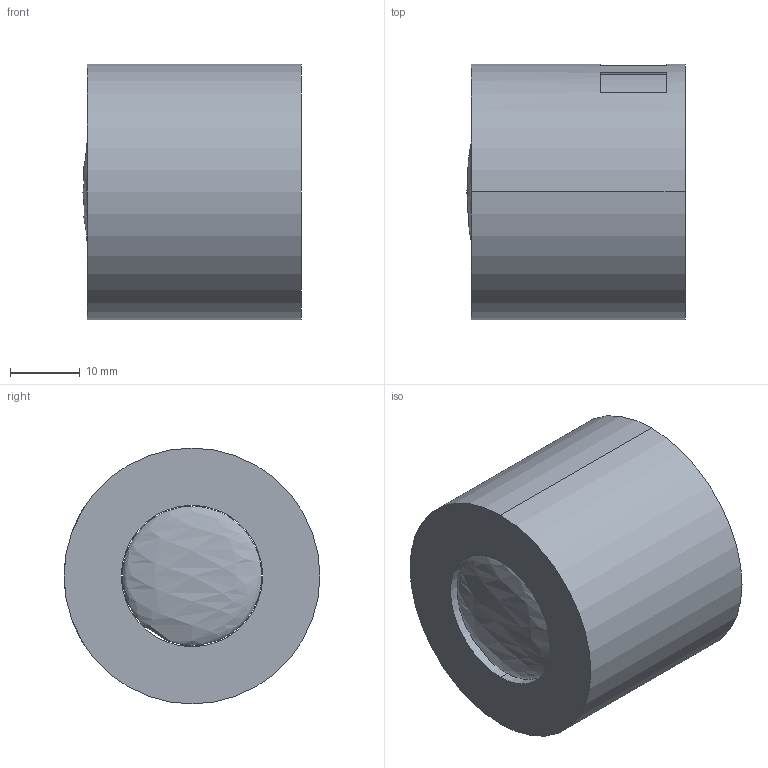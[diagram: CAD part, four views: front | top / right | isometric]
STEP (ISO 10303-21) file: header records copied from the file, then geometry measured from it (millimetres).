
FILE_DESCRIPTION(('FreeCAD Model'),'2;1');
FILE_NAME('Open CASCADE Shape Model','2023-11-17T11:33:57',('Author'),( ''),'Open CASCADE STEP processor 7.6','FreeCAD','Unknown');
FILE_SCHEMA(('AUTOMOTIVE_DESIGN { 1 0 10303 214 1 1 1 1 }'));
Length unit declared in the file: millimetre
Products named in the file (4): Unnamed; intensifier_tube; Ellipsoid001; Ellipsoid002
Assembly tree (3 placements, depth 2):
  Unnamed
    intensifier_tube
    Ellipsoid001
    Ellipsoid002
Bounding box: 31.37 x 36.78 x 36.78 mm (x, y, z)
Volume: 24319.9 mm3; surface area: 8389.9 mm2
Topology: 3 solids, 3 shells, 23 faces, 54 edges, 36 vertices
Faces by surface type: plane 14, cylinder 7, bspline 2
Entity records: 853 total; most frequent: CARTESIAN_POINT 177, DIRECTION 118, ORIENTED_EDGE 96, EDGE_CURVE 48, AXIS2_PLACEMENT_3D 45, VERTEX_POINT 34, FACE_BOUND 28, LINE 28
